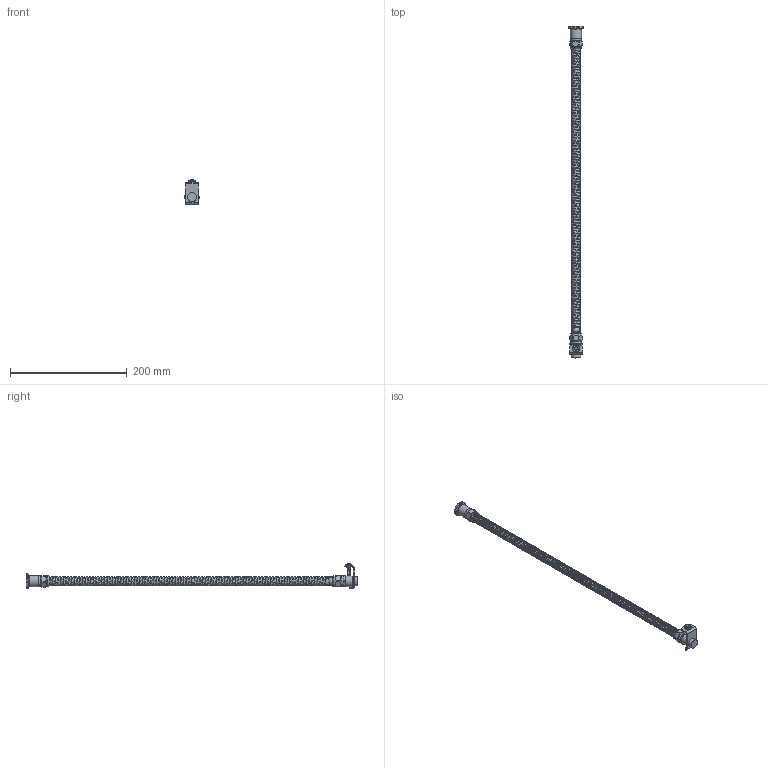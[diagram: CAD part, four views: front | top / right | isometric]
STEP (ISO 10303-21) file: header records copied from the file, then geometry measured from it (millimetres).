
FILE_DESCRIPTION(/* description */ (''),/* implementation_level */ '2;1');
FILE_NAME(/* name */ '550002.2.stp',/* time_stamp */ '2024-10-18T10:41:17+02:00',/* author */ ('mbs'),/* organization */ (''),/* preprocessor_version */ 'ST-DEVELOPER v20',/* originating_system */ 'Autodesk Inventor 2024',/* authorisation */ '');
FILE_SCHEMA (('AUTOMOTIVE_DESIGN { 1 0 10303 214 3 1 1 }'));
Length unit declared in the file: millimetre
Products named in the file (1): 550002.2
Bounding box: 25 x 568 x 43.1 mm (x, y, z)
Volume: 75975.6 mm3; surface area: 58846 mm2
Topology: 1 solids, 1 shells, 192 faces, 545 edges, 360 vertices
Faces by surface type: torus 54, cylinder 50, plane 48, cone 27, bspline 13
Full cylindrical faces by diameter (mm): 2.5 x1, 3.9 x1, 6 x1, 10 x1, 11.4 x4, 12 x1, 12.8 x2, 15.8 x2, 18 x1, 18.5 x4, 19 x1, 25 x1
Entity records: 28182 total; most frequent: CARTESIAN_POINT 23199, ORIENTED_EDGE 1090, DIRECTION 904, EDGE_CURVE 545, AXIS2_PLACEMENT_3D 391, VERTEX_POINT 360, EDGE_LOOP 217, CIRCLE 210
